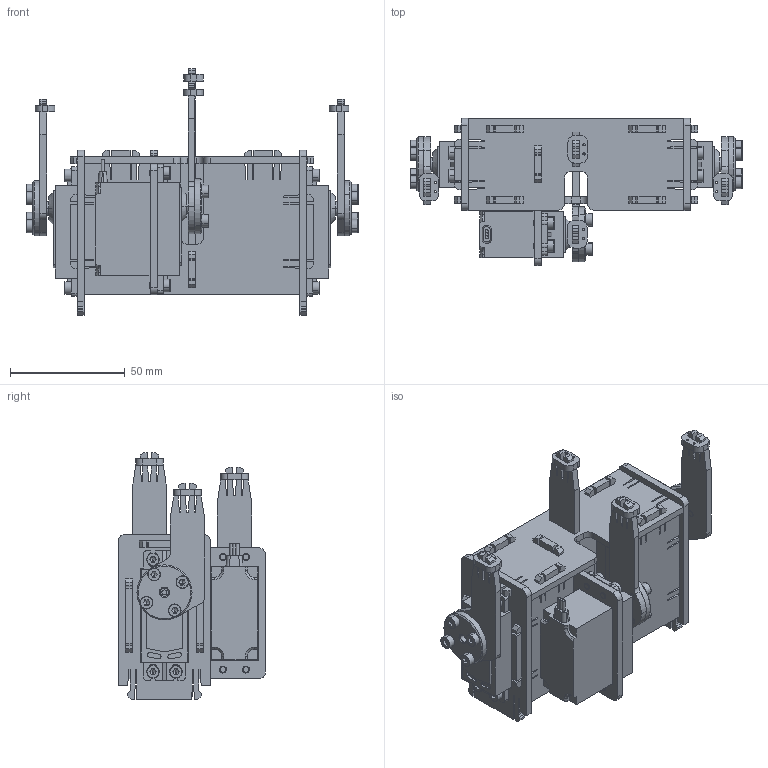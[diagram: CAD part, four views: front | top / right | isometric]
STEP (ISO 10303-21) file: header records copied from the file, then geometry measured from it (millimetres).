
FILE_DESCRIPTION (( 'STEP AP203' ), '1' );
FILE_NAME ('mouth.step', '2015-02-17T13:10:42', ( 'Cesar' ), ( '' ), 'SwSTEP 2.0', 'SolidWorks 2013', '' );
FILE_SCHEMA (( 'CONFIG_CONTROL_DESIGN' ));
Length unit declared in the file: millimetre
Products named in the file (15): mouth-frame-3; mouth-frame-4; mouth-frame-5; mouth-frame-6; mouth-frame-7; servo-standard; socket head cap screw_iso_ISO 4762 M3 x 6 --- 6N; servo-horn-printed; lever-outer-l; lever-outer-r; lever-mid; textile-snap; mouth; mouth-frame-1; mouth-frame-2
Assembly tree (44 placements, depth 2):
  mouth
    mouth-frame-1
    mouth-frame-2
    mouth-frame-3
    mouth-frame-4
    mouth-frame-5
    mouth-frame-6
    mouth-frame-7
    servo-standard  x3
    socket head cap screw_iso_ISO 4762 M3 x 6 --- 6N  x24
    servo-horn-printed  x3
    lever-outer-l
    lever-outer-r
    lever-mid
    textile-snap  x4
Bounding box: 144.6 x 64 x 107.5 mm (x, y, z)
Volume: 176218.8 mm3; surface area: 96748.1 mm2
Topology: 44 solids, 44 shells, 1944 faces, 4944 edges, 3124 vertices
Faces by surface type: plane 1290, cylinder 372, cone 186, torus 96
Entity records: 32107 total; most frequent: CARTESIAN_POINT 5289, ORIENTED_EDGE 5176, DIRECTION 4848, EDGE_CURVE 2588, LINE 2248, VECTOR 2248, VERTEX_POINT 1709, AXIS2_PLACEMENT_3D 1300
